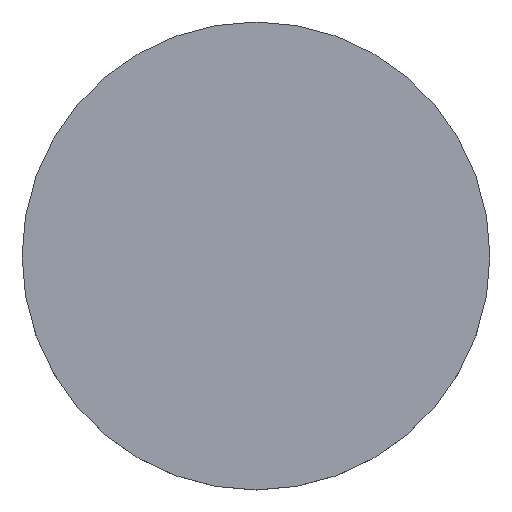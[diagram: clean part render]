
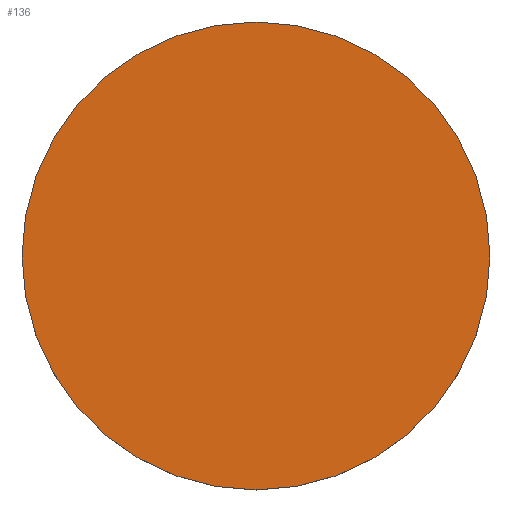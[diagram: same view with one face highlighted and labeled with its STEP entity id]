
A CAD part, top view. The second image highlights one B-rep face of the part: STEP entity #136.
In plain terms, the highlighted planar face has unit normal (0, 0, 1).
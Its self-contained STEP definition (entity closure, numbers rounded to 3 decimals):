
#5 = EDGE_CURVE ( 'NONE', #35, #166, #185, .T. ) ;
#27 = DIRECTION ( 'NONE',  ( 1., 0., 0. ) ) ;
#33 = FACE_OUTER_BOUND ( 'NONE', #175, .T. ) ;
#35 = VERTEX_POINT ( 'NONE', #161 ) ;
#36 = AXIS2_PLACEMENT_3D ( 'NONE', #91, #92, #39 ) ;
#39 = DIRECTION ( 'NONE',  ( 1., 0., 0. ) ) ;
#44 = CARTESIAN_POINT ( 'NONE',  ( 12.7, 0., 7.9 ) ) ;
#45 = CARTESIAN_POINT ( 'NONE',  ( 0., 26.112, 7.9 ) ) ;
#49 = ORIENTED_EDGE ( 'NONE', *, *, #83, .F. ) ;
#79 = DIRECTION ( 'NONE',  ( 1., 0., 0. ) ) ;
#83 = EDGE_CURVE ( 'NONE', #166, #35, #121, .T. ) ;
#87 = AXIS2_PLACEMENT_3D ( 'NONE', #184, #111, #79 ) ;
#91 = CARTESIAN_POINT ( 'NONE',  ( 0., 0., 7.9 ) ) ;
#92 = DIRECTION ( 'NONE',  ( 0., 0., -1. ) ) ;
#111 = DIRECTION ( 'NONE',  ( 0., 0., -1. ) ) ;
#121 = CIRCLE ( 'NONE', #87, 12.7 ) ;
#130 = PLANE ( 'NONE',  #145 ) ;
#136 = ADVANCED_FACE ( 'NONE', ( #33 ), #130, .T. ) ;
#145 = AXIS2_PLACEMENT_3D ( 'NONE', #45, #205, #27 ) ;
#161 = CARTESIAN_POINT ( 'NONE',  ( -12.7, 0., 7.9 ) ) ;
#166 = VERTEX_POINT ( 'NONE', #44 ) ;
#175 = EDGE_LOOP ( 'NONE', ( #49, #225 ) ) ;
#184 = CARTESIAN_POINT ( 'NONE',  ( 0., 0., 7.9 ) ) ;
#185 = CIRCLE ( 'NONE', #36, 12.7 ) ;
#205 = DIRECTION ( 'NONE',  ( 0., 0., 1. ) ) ;
#225 = ORIENTED_EDGE ( 'NONE', *, *, #5, .F. ) ;
